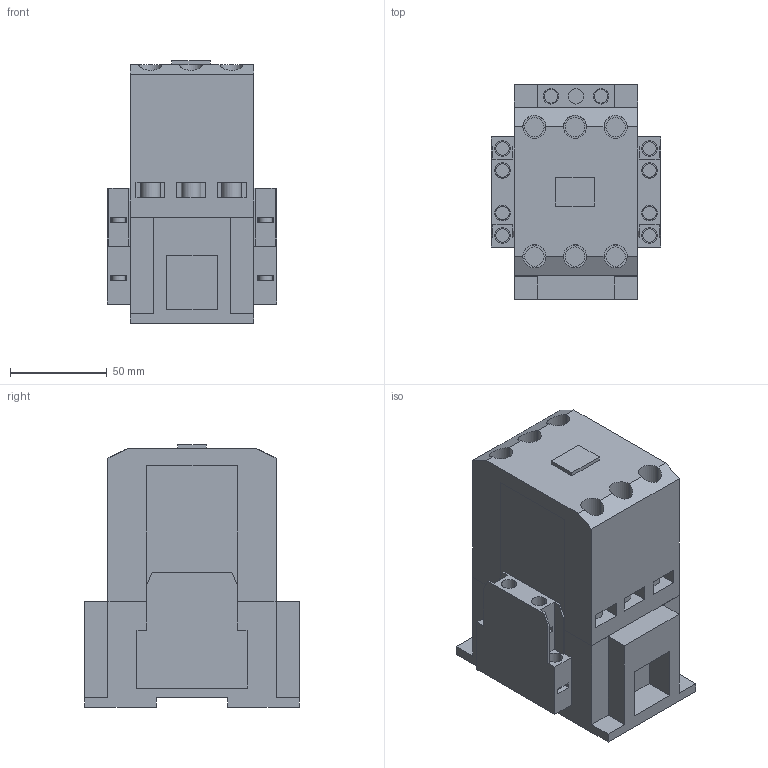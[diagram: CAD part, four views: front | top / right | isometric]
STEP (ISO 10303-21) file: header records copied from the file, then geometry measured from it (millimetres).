
FILE_DESCRIPTION(/* description */ (''),/* implementation_level */ '2;1');
FILE_NAME(/* name */ '416166 v1.step',/* time_stamp */ '2018-06-20T03:46:57+03:00',/* author */ (''),/* organization */ (''),/* preprocessor_version */ 'ST-DEVELOPER v17',/* originating_system */ 'Autodesk Translation Framework v7.1.0.215',/* authorisation */ '');
FILE_SCHEMA (('AUTOMOTIVE_DESIGN { 1 0 10303 214 3 1 1 }'));
Length unit declared in the file: millimetre
Products named in the file (2): 416166; 416166_1
Assembly tree (1 placements, depth 2):
  416166
    416166_1
Bounding box: 88 x 111 x 136 mm (x, y, z)
Volume: 776483.4 mm3; surface area: 139054 mm2
Topology: 21 solids, 21 shells, 291 faces, 698 edges, 448 vertices
Faces by surface type: plane 225, cylinder 66
Entity records: 8457 total; most frequent: CARTESIAN_POINT 1440, DIRECTION 1426, ORIENTED_EDGE 1396, EDGE_CURVE 698, LINE 558, VECTOR 558, VERTEX_POINT 448, AXIS2_PLACEMENT_3D 434
